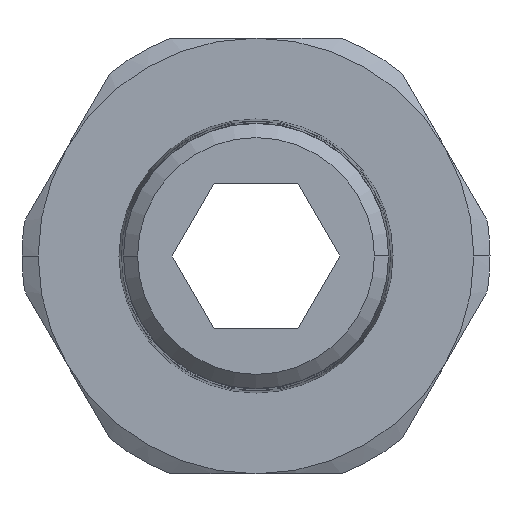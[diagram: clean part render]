
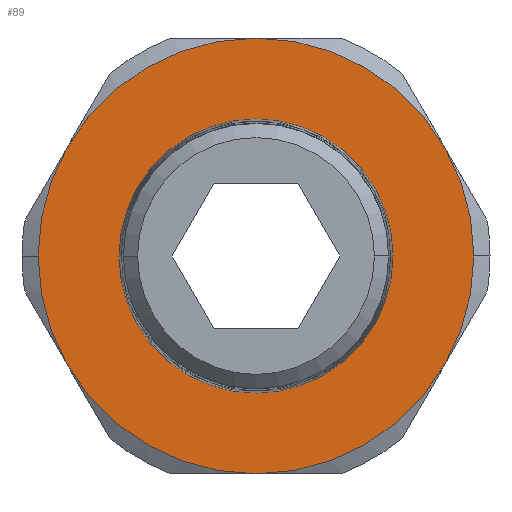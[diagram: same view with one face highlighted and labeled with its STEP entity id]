
A CAD part, front view. The second image highlights one B-rep face of the part: STEP entity #89.
In plain terms, the highlighted planar face has unit normal (0, -1, 0).
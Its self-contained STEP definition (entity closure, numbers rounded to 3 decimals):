
#89=ADVANCED_FACE('',(#212,#213),#214,.F.);
#212=FACE_BOUND('',#371,.T.);
#213=FACE_OUTER_BOUND('',#372,.T.);
#214=PLANE('',#373);
#371=EDGE_LOOP('',(#767,#768));
#372=EDGE_LOOP('',(#769,#770,#771,#772,#773,#774,#775,#776));
#373=AXIS2_PLACEMENT_3D('',#777,#778,#779);
#767=ORIENTED_EDGE('',*,*,#1022,.T.);
#768=ORIENTED_EDGE('',*,*,#1135,.T.);
#769=ORIENTED_EDGE('',*,*,#1049,.F.);
#770=ORIENTED_EDGE('',*,*,#1136,.F.);
#771=ORIENTED_EDGE('',*,*,#1137,.F.);
#772=ORIENTED_EDGE('',*,*,#1045,.F.);
#773=ORIENTED_EDGE('',*,*,#1138,.F.);
#774=ORIENTED_EDGE('',*,*,#1139,.F.);
#775=ORIENTED_EDGE('',*,*,#1140,.F.);
#776=ORIENTED_EDGE('',*,*,#1141,.F.);
#777=CARTESIAN_POINT('',(0.,0.0,0.));
#778=DIRECTION('',(0.0,1.0,0.0));
#779=DIRECTION('',(0.0,0.0,1.0));
#1022=EDGE_CURVE('',#1197,#1201,#1203,.T.);
#1045=EDGE_CURVE('',#1243,#1245,#1246,.T.);
#1049=EDGE_CURVE('',#1250,#1248,#1252,.T.);
#1135=EDGE_CURVE('',#1201,#1197,#1393,.T.);
#1136=EDGE_CURVE('',#1394,#1250,#1395,.T.);
#1137=EDGE_CURVE('',#1245,#1394,#1396,.T.);
#1138=EDGE_CURVE('',#1397,#1243,#1398,.T.);
#1139=EDGE_CURVE('',#1399,#1397,#1400,.T.);
#1140=EDGE_CURVE('',#1401,#1399,#1402,.T.);
#1141=EDGE_CURVE('',#1248,#1401,#1403,.T.);
#1197=VERTEX_POINT('',#1485);
#1201=VERTEX_POINT('',#1490);
#1203=CIRCLE('',#1493,8.494);
#1243=VERTEX_POINT('',#1565);
#1245=VERTEX_POINT('',#1568);
#1246=CIRCLE('',#1569,13.5);
#1248=VERTEX_POINT('',#1582);
#1250=VERTEX_POINT('',#1585);
#1252=CIRCLE('',#1598,13.5);
#1393=CIRCLE('',#1775,8.494);
#1394=VERTEX_POINT('',#1776);
#1395=CIRCLE('',#1777,13.5);
#1396=CIRCLE('',#1778,13.5);
#1397=VERTEX_POINT('',#1779);
#1398=CIRCLE('',#1780,13.5);
#1399=VERTEX_POINT('',#1781);
#1400=CIRCLE('',#1782,13.5);
#1401=VERTEX_POINT('',#1783);
#1402=CIRCLE('',#1784,13.5);
#1403=CIRCLE('',#1785,13.5);
#1485=CARTESIAN_POINT('',(8.494,0.,0.0));
#1490=CARTESIAN_POINT('',(-8.494,0.,0.));
#1493=AXIS2_PLACEMENT_3D('',#2101,#2102,#2103);
#1565=CARTESIAN_POINT('',(13.5,0.0,0.));
#1568=CARTESIAN_POINT('',(11.691,0.,-6.75));
#1569=AXIS2_PLACEMENT_3D('',#2142,#2143,#2144);
#1582=CARTESIAN_POINT('',(-13.5,0.0,0.));
#1585=CARTESIAN_POINT('',(-11.691,0.0,-6.75));
#1598=AXIS2_PLACEMENT_3D('',#2146,#2147,#2148);
#1775=AXIS2_PLACEMENT_3D('',#2332,#2333,#2334);
#1776=CARTESIAN_POINT('',(0.0,0.0,-13.5));
#1777=AXIS2_PLACEMENT_3D('',#2335,#2336,#2337);
#1778=AXIS2_PLACEMENT_3D('',#2338,#2339,#2340);
#1779=CARTESIAN_POINT('',(11.691,0.0,6.75));
#1780=AXIS2_PLACEMENT_3D('',#2341,#2342,#2343);
#1781=CARTESIAN_POINT('',(0.,0.0,13.5));
#1782=AXIS2_PLACEMENT_3D('',#2344,#2345,#2346);
#1783=CARTESIAN_POINT('',(-11.691,0.,6.75));
#1784=AXIS2_PLACEMENT_3D('',#2347,#2348,#2349);
#1785=AXIS2_PLACEMENT_3D('',#2350,#2351,#2352);
#2101=CARTESIAN_POINT('',(0.0,0.,0.0));
#2102=DIRECTION('',(-0.0,1.0,0.0));
#2103=DIRECTION('',(1.0,0.0,0.0));
#2142=CARTESIAN_POINT('',(0.0,0.0,0.0));
#2143=DIRECTION('',(-0.0,1.0,0.0));
#2144=DIRECTION('',(1.0,0.0,0.0));
#2146=CARTESIAN_POINT('',(0.0,0.0,0.0));
#2147=DIRECTION('',(-0.0,1.0,0.0));
#2148=DIRECTION('',(1.0,0.0,0.0));
#2332=CARTESIAN_POINT('',(0.0,0.,0.0));
#2333=DIRECTION('',(-0.0,1.0,0.0));
#2334=DIRECTION('',(1.0,0.0,0.0));
#2335=CARTESIAN_POINT('',(0.0,0.0,0.0));
#2336=DIRECTION('',(-0.0,1.0,0.0));
#2337=DIRECTION('',(1.0,0.0,0.0));
#2338=CARTESIAN_POINT('',(0.0,0.0,0.0));
#2339=DIRECTION('',(-0.0,1.0,0.0));
#2340=DIRECTION('',(1.0,0.0,0.0));
#2341=CARTESIAN_POINT('',(0.0,0.0,0.0));
#2342=DIRECTION('',(-0.0,1.0,0.0));
#2343=DIRECTION('',(1.0,0.0,0.0));
#2344=CARTESIAN_POINT('',(0.0,0.0,0.0));
#2345=DIRECTION('',(-0.0,1.0,0.0));
#2346=DIRECTION('',(1.0,0.0,0.0));
#2347=CARTESIAN_POINT('',(0.0,0.0,0.0));
#2348=DIRECTION('',(-0.0,1.0,0.0));
#2349=DIRECTION('',(1.0,0.0,0.0));
#2350=CARTESIAN_POINT('',(0.0,0.0,0.0));
#2351=DIRECTION('',(-0.0,1.0,0.0));
#2352=DIRECTION('',(1.0,0.0,0.0));
